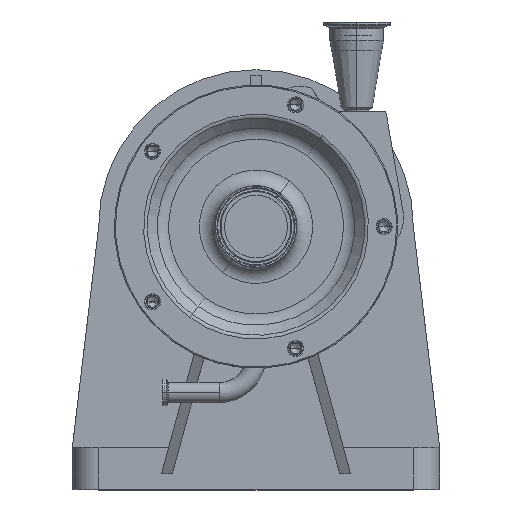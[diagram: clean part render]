
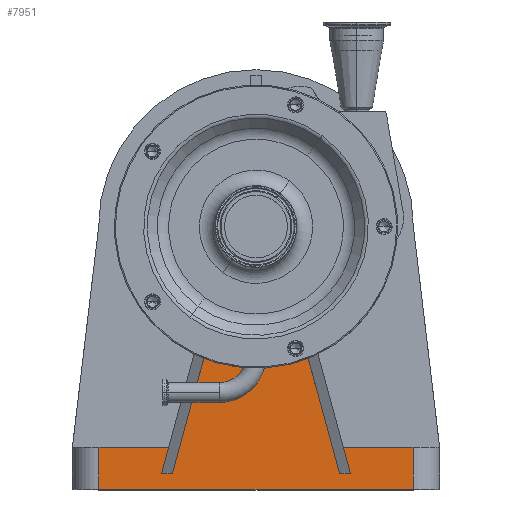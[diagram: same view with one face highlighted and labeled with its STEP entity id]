
A CAD part, top view. The second image highlights one B-rep face of the part: STEP entity #7951.
In plain terms, the highlighted planar face has unit normal (0, 0, 1).
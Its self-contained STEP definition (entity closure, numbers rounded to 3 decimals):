
#131 = CARTESIAN_POINT ( 'NONE',  ( 80.35, 12.377, -80. ) ) ;
#133 = VECTOR ( 'NONE', #4963, 1000. ) ;
#144 = DIRECTION ( 'NONE',  ( 0.262, 0.965, 0. ) ) ;
#1106 = DIRECTION ( 'NONE',  ( 1., 0., 0. ) ) ;
#1119 = VECTOR ( 'NONE', #6153, 1000. ) ;
#1343 = EDGE_CURVE ( 'NONE', #3694, #4072, #7549, .T. ) ;
#1594 = FACE_OUTER_BOUND ( 'NONE', #11892, .T. ) ;
#1766 = DIRECTION ( 'NONE',  ( -0.262, -0.965, 0. ) ) ;
#1823 = EDGE_CURVE ( 'NONE', #4327, #7044, #8120, .T. ) ;
#1910 = VECTOR ( 'NONE', #6262, 1000. ) ;
#1912 = CARTESIAN_POINT ( 'NONE',  ( 79.637, 15., -80. ) ) ;
#2183 = ORIENTED_EDGE ( 'NONE', *, *, #3959, .F. ) ;
#2200 = VERTEX_POINT ( 'NONE', #4217 ) ;
#2296 = ORIENTED_EDGE ( 'NONE', *, *, #1823, .F. ) ;
#2337 = CARTESIAN_POINT ( 'NONE',  ( 0., 15., -80. ) ) ;
#2400 = CIRCLE ( 'NONE', #6452, 100. ) ;
#2418 = ORIENTED_EDGE ( 'NONE', *, *, #4745, .T. ) ;
#2430 = ORIENTED_EDGE ( 'NONE', *, *, #5165, .T. ) ;
#2561 = VECTOR ( 'NONE', #5716, 1000. ) ;
#2605 = DIRECTION ( 'NONE',  ( 1., 0., 0. ) ) ;
#2648 = AXIS2_PLACEMENT_3D ( 'NONE', #5380, #10897, #7046 ) ;
#2929 = LINE ( 'NONE', #4648, #8479 ) ;
#2995 = CARTESIAN_POINT ( 'NONE',  ( 83.204, 40., -80. ) ) ;
#3107 = CARTESIAN_POINT ( 'NONE',  ( -149.6, 0., -80. ) ) ;
#3125 = VECTOR ( 'NONE', #10669, 1000. ) ;
#3202 = ORIENTED_EDGE ( 'NONE', *, *, #7789, .F. ) ;
#3242 = LINE ( 'NONE', #2337, #133 ) ;
#3356 = VERTEX_POINT ( 'NONE', #9643 ) ;
#3424 = LINE ( 'NONE', #6044, #3125 ) ;
#3694 = VERTEX_POINT ( 'NONE', #1912 ) ;
#3959 = EDGE_CURVE ( 'NONE', #10358, #2200, #3424, .T. ) ;
#4072 = VERTEX_POINT ( 'NONE', #7700 ) ;
#4182 = EDGE_CURVE ( 'NONE', #11918, #4570, #10771, .T. ) ;
#4217 = CARTESIAN_POINT ( 'NONE',  ( -79.637, 15., -80. ) ) ;
#4327 = VERTEX_POINT ( 'NONE', #4453 ) ;
#4338 = EDGE_CURVE ( 'NONE', #3356, #2200, #4575, .T. ) ;
#4379 = VERTEX_POINT ( 'NONE', #9313 ) ;
#4447 = CARTESIAN_POINT ( 'NONE',  ( -83.204, 40., -80. ) ) ;
#4453 = CARTESIAN_POINT ( 'NONE',  ( -149.6, 40., -80. ) ) ;
#4570 = VERTEX_POINT ( 'NONE', #6342 ) ;
#4575 = LINE ( 'NONE', #10041, #11133 ) ;
#4648 = CARTESIAN_POINT ( 'NONE',  ( 149.6, 40., -80. ) ) ;
#4745 = EDGE_CURVE ( 'NONE', #5945, #4379, #7167, .T. ) ;
#4833 = ORIENTED_EDGE ( 'NONE', *, *, #4182, .T. ) ;
#4963 = DIRECTION ( 'NONE',  ( 1., 0., 0. ) ) ;
#5165 = EDGE_CURVE ( 'NONE', #10358, #7044, #9318, .T. ) ;
#5300 = ORIENTED_EDGE ( 'NONE', *, *, #8824, .F. ) ;
#5380 = CARTESIAN_POINT ( 'NONE',  ( 149.6, 40., -80. ) ) ;
#5384 = CARTESIAN_POINT ( 'NONE',  ( 0., 250., -80. ) ) ;
#5556 = CARTESIAN_POINT ( 'NONE',  ( -67.186, 98.928, -80. ) ) ;
#5716 = DIRECTION ( 'NONE',  ( -0.262, 0.965, 0. ) ) ;
#5839 = EDGE_CURVE ( 'NONE', #4072, #3356, #2400, .T. ) ;
#5945 = VERTEX_POINT ( 'NONE', #2995 ) ;
#6044 = CARTESIAN_POINT ( 'NONE',  ( -90., 15., -80. ) ) ;
#6099 = DIRECTION ( 'NONE',  ( 0.262, -0.965, 0. ) ) ;
#6153 = DIRECTION ( 'NONE',  ( 0., -1., 0. ) ) ;
#6202 = CARTESIAN_POINT ( 'NONE',  ( 149.6, 0., -80. ) ) ;
#6262 = DIRECTION ( 'NONE',  ( 0., -1., 0. ) ) ;
#6327 = DIRECTION ( 'NONE',  ( 0., 0., -1. ) ) ;
#6342 = CARTESIAN_POINT ( 'NONE',  ( 149.6, 0., -80. ) ) ;
#6452 = AXIS2_PLACEMENT_3D ( 'NONE', #5384, #6327, #8263 ) ;
#7044 = VERTEX_POINT ( 'NONE', #4447 ) ;
#7046 = DIRECTION ( 'NONE',  ( -1., 0., 0. ) ) ;
#7167 = LINE ( 'NONE', #10672, #7693 ) ;
#7268 = LINE ( 'NONE', #8090, #1119 ) ;
#7549 = LINE ( 'NONE', #131, #2561 ) ;
#7693 = VECTOR ( 'NONE', #6099, 1000. ) ;
#7700 = CARTESIAN_POINT ( 'NONE',  ( 40.6, 158.613, -80. ) ) ;
#7789 = EDGE_CURVE ( 'NONE', #3694, #4379, #3242, .T. ) ;
#7890 = ORIENTED_EDGE ( 'NONE', *, *, #4338, .T. ) ;
#7951 = ADVANCED_FACE ( 'NONE', ( #1594 ), #9100, .F. ) ;
#7987 = CARTESIAN_POINT ( 'NONE',  ( 149.6, 40., -80. ) ) ;
#8015 = DIRECTION ( 'NONE',  ( 1., 0., 0. ) ) ;
#8090 = CARTESIAN_POINT ( 'NONE',  ( 149.6, 40., -80. ) ) ;
#8120 = LINE ( 'NONE', #11684, #8377 ) ;
#8165 = VECTOR ( 'NONE', #8015, 1000. ) ;
#8263 = DIRECTION ( 'NONE',  ( -1., 0., 0. ) ) ;
#8377 = VECTOR ( 'NONE', #2605, 1000. ) ;
#8479 = VECTOR ( 'NONE', #1106, 1000. ) ;
#8690 = EDGE_CURVE ( 'NONE', #10859, #4570, #7268, .T. ) ;
#8824 = EDGE_CURVE ( 'NONE', #5945, #10859, #2929, .T. ) ;
#8931 = CARTESIAN_POINT ( 'NONE',  ( -90., 15., -80. ) ) ;
#9075 = EDGE_CURVE ( 'NONE', #4327, #11918, #9751, .T. ) ;
#9100 = PLANE ( 'NONE',  #2648 ) ;
#9137 = VECTOR ( 'NONE', #144, 1000. ) ;
#9313 = CARTESIAN_POINT ( 'NONE',  ( 90., 15., -80. ) ) ;
#9318 = LINE ( 'NONE', #5556, #9137 ) ;
#9643 = CARTESIAN_POINT ( 'NONE',  ( -40.6, 158.613, -80. ) ) ;
#9751 = LINE ( 'NONE', #9869, #1910 ) ;
#9869 = CARTESIAN_POINT ( 'NONE',  ( -149.6, 40., -80. ) ) ;
#10041 = CARTESIAN_POINT ( 'NONE',  ( -40.6, 158.613, -80. ) ) ;
#10290 = ORIENTED_EDGE ( 'NONE', *, *, #5839, .T. ) ;
#10358 = VERTEX_POINT ( 'NONE', #8931 ) ;
#10669 = DIRECTION ( 'NONE',  ( 1., 0., 0. ) ) ;
#10672 = CARTESIAN_POINT ( 'NONE',  ( 87.773, 23.194, -80. ) ) ;
#10771 = LINE ( 'NONE', #6202, #8165 ) ;
#10859 = VERTEX_POINT ( 'NONE', #7987 ) ;
#10897 = DIRECTION ( 'NONE',  ( 0., 0., -1. ) ) ;
#11116 = ORIENTED_EDGE ( 'NONE', *, *, #9075, .T. ) ;
#11133 = VECTOR ( 'NONE', #1766, 1000. ) ;
#11396 = ORIENTED_EDGE ( 'NONE', *, *, #8690, .F. ) ;
#11684 = CARTESIAN_POINT ( 'NONE',  ( 149.6, 40., -80. ) ) ;
#11840 = ORIENTED_EDGE ( 'NONE', *, *, #1343, .T. ) ;
#11892 = EDGE_LOOP ( 'NONE', ( #7890, #2183, #2430, #2296, #11116, #4833, #11396, #5300, #2418, #3202, #11840, #10290 ) ) ;
#11918 = VERTEX_POINT ( 'NONE', #3107 ) ;
